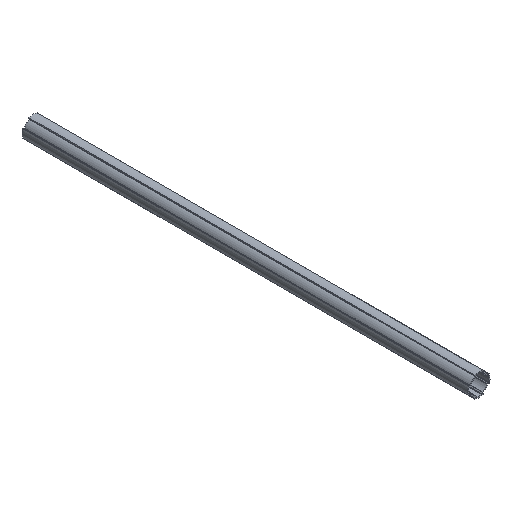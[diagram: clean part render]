
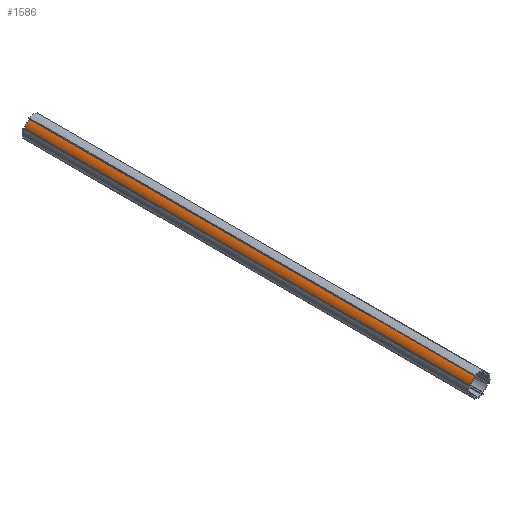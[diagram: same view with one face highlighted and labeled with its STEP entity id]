
A CAD part, isometric view. The second image highlights one B-rep face of the part: STEP entity #1586.
In plain terms, the highlighted cylindrical face has radius 17.2 mm (diameter 34.4 mm), a partial arc.
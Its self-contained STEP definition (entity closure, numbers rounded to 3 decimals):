
#116=FACE_OUTER_BOUND('',#198,.T.);
#198=EDGE_LOOP('',(#1269,#1270,#1271,#1272));
#326=LINE('',#2762,#454);
#327=LINE('',#2768,#455);
#454=VECTOR('',#2272,10.);
#455=VECTOR('',#2279,10.);
#567=CIRCLE('',#1785,17.2);
#568=CIRCLE('',#1786,17.2);
#723=VERTEX_POINT('',#2758);
#724=VERTEX_POINT('',#2760);
#725=VERTEX_POINT('',#2764);
#726=VERTEX_POINT('',#2766);
#956=EDGE_CURVE('',#723,#724,#326,.T.);
#957=EDGE_CURVE('',#725,#723,#567,.T.);
#958=EDGE_CURVE('',#726,#724,#568,.T.);
#959=EDGE_CURVE('',#725,#726,#327,.T.);
#1269=ORIENTED_EDGE('',*,*,#957,.T.);
#1270=ORIENTED_EDGE('',*,*,#956,.T.);
#1271=ORIENTED_EDGE('',*,*,#958,.F.);
#1272=ORIENTED_EDGE('',*,*,#959,.F.);
#1508=CYLINDRICAL_SURFACE('',#1784,17.2);
#1586=ADVANCED_FACE('',(#116),#1508,.T.);
#1784=AXIS2_PLACEMENT_3D('',#2763,#2273,#2274);
#1785=AXIS2_PLACEMENT_3D('',#2765,#2275,#2276);
#1786=AXIS2_PLACEMENT_3D('',#2767,#2277,#2278);
#2272=DIRECTION('',(0.,1.,0.));
#2273=DIRECTION('center_axis',(0.,1.,0.));
#2274=DIRECTION('ref_axis',(-0.922,0.,0.387));
#2275=DIRECTION('center_axis',(0.,1.,0.));
#2276=DIRECTION('ref_axis',(-0.922,0.,0.387));
#2277=DIRECTION('center_axis',(0.,1.,0.));
#2278=DIRECTION('ref_axis',(-0.922,0.,0.387));
#2279=DIRECTION('',(0.,1.,0.));
#2758=CARTESIAN_POINT('',(-6.653,0.,15.861));
#2760=CARTESIAN_POINT('',(-6.653,800.,15.861));
#2762=CARTESIAN_POINT('',(-6.653,0.,15.861));
#2763=CARTESIAN_POINT('Origin',(0.,0.,0.));
#2764=CARTESIAN_POINT('',(-15.861,0.,6.653));
#2765=CARTESIAN_POINT('Origin',(0.,0.,0.));
#2766=CARTESIAN_POINT('',(-15.861,800.,6.653));
#2767=CARTESIAN_POINT('Origin',(0.,800.,0.));
#2768=CARTESIAN_POINT('',(-15.861,0.,6.653));
